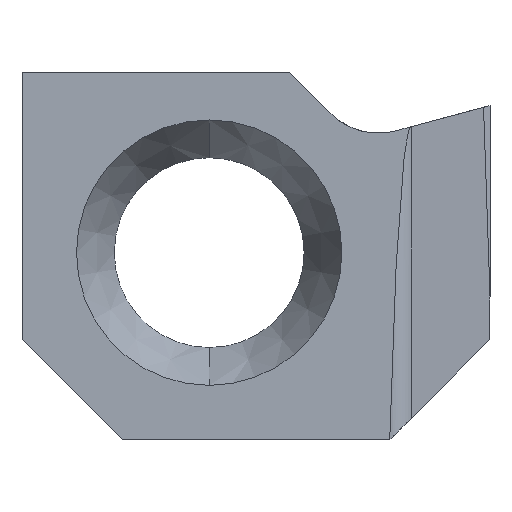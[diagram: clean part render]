
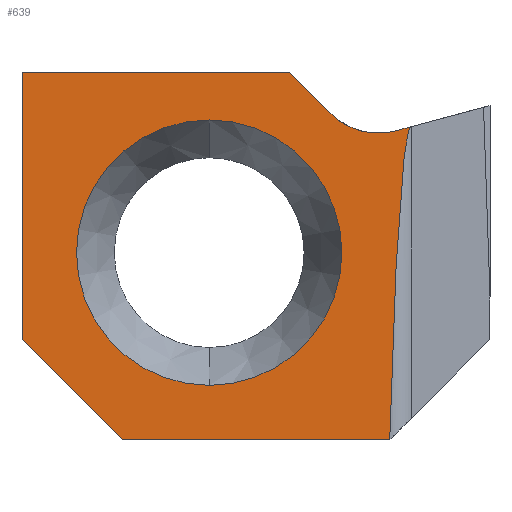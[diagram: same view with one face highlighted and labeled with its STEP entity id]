
A CAD part, left-side view. The second image highlights one B-rep face of the part: STEP entity #639.
In plain terms, the highlighted planar face has unit normal (-1, 0, 0).
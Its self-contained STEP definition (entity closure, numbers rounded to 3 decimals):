
#24=DIRECTION('',(0.,0.707,0.707));
#25=VECTOR('',#24,2.121);
#26=CARTESIAN_POINT('',(0.,1.3,-2.8));
#27=LINE('',#26,#25);
#32=DIRECTION('',(0.,-0.707,-0.707));
#33=VECTOR('',#32,0.877);
#34=CARTESIAN_POINT('',(0.,-1.2,2.7));
#35=LINE('',#34,#33);
#39=CARTESIAN_POINT('',(0.,-2.527,2.787));
#40=DIRECTION('',(-1.,0.,0.));
#41=DIRECTION('',(0.,0.707,-0.707));
#42=AXIS2_PLACEMENT_3D('',#39,#40,#41);
#47=DIRECTION('',(0.,-0.966,0.259));
#48=VECTOR('',#47,0.247);
#49=CARTESIAN_POINT('',(0.,-2.786,1.821));
#50=LINE('',#49,#48);
#54=CARTESIAN_POINT('',(0.,0.,0.));
#55=DIRECTION('',(-1.,0.,0.));
#56=DIRECTION('',(0.,0.,-1.));
#57=AXIS2_PLACEMENT_3D('',#54,#55,#56);
#62=CARTESIAN_POINT('',(0.,0.,0.));
#63=DIRECTION('',(-1.,0.,0.));
#64=DIRECTION('',(0.,0.,1.));
#65=AXIS2_PLACEMENT_3D('',#62,#63,#64);
#70=CARTESIAN_POINT('',(0.,-2.7,-2.8));
#71=CARTESIAN_POINT('',(0.,-2.705,-2.598));
#72=CARTESIAN_POINT('',(0.,-2.717,-2.196));
#73=CARTESIAN_POINT('',(0.,-2.737,-1.594));
#74=CARTESIAN_POINT('',(0.,-2.759,-0.994));
#75=CARTESIAN_POINT('',(0.,-2.781,-0.496));
#76=CARTESIAN_POINT('',(0.,-2.801,-0.1));
#77=CARTESIAN_POINT('',(0.,-2.817,0.196));
#78=CARTESIAN_POINT('',(0.,-2.835,0.49));
#79=CARTESIAN_POINT('',(0.,-2.852,0.734));
#80=CARTESIAN_POINT('',(0.,-2.867,0.928));
#81=CARTESIAN_POINT('',(0.,-2.879,1.073));
#82=CARTESIAN_POINT('',(0.,-2.893,1.217));
#83=CARTESIAN_POINT('',(0.,-2.907,1.36));
#84=CARTESIAN_POINT('',(0.,-2.922,1.477));
#85=CARTESIAN_POINT('',(0.,-2.934,1.57));
#86=CARTESIAN_POINT('',(0.,-2.945,1.639));
#87=CARTESIAN_POINT('',(0.,-2.957,1.706));
#88=CARTESIAN_POINT('',(0.,-2.969,1.762));
#89=CARTESIAN_POINT('',(0.,-2.98,1.804));
#90=CARTESIAN_POINT('',(0.,-2.99,1.835));
#91=CARTESIAN_POINT('',(0.,-3.,1.859));
#92=CARTESIAN_POINT('',(0.,-3.011,1.876));
#93=CARTESIAN_POINT('',(0.,-3.018,1.883));
#94=CARTESIAN_POINT('',(0.,-3.025,1.885));
#189=DIRECTION('',(0.,-1.,0.));
#190=VECTOR('',#189,4.);
#191=CARTESIAN_POINT('',(0.,1.3,-2.8));
#192=LINE('',#191,#190);
#305=DIRECTION('',(0.,1.,0.));
#306=VECTOR('',#305,4.);
#307=CARTESIAN_POINT('',(0.,-1.2,2.7));
#308=LINE('',#307,#306);
#326=DIRECTION('',(0.,0.,-1.));
#327=VECTOR('',#326,4.);
#328=CARTESIAN_POINT('',(0.,2.8,2.7));
#329=LINE('',#328,#327);
#532=VERTEX_POINT('',#70);
#533=VERTEX_POINT('',#94);
#534=CARTESIAN_POINT('',(0.,1.3,-2.8));
#535=VERTEX_POINT('',#534);
#536=CARTESIAN_POINT('',(0.,2.8,-1.3));
#537=VERTEX_POINT('',#536);
#538=CARTESIAN_POINT('',(0.,2.8,2.7));
#539=VERTEX_POINT('',#538);
#540=CARTESIAN_POINT('',(0.,-1.2,2.7));
#541=VERTEX_POINT('',#540);
#542=CARTESIAN_POINT('',(0.,-1.82,2.08));
#543=VERTEX_POINT('',#542);
#544=CARTESIAN_POINT('',(0.,-2.786,1.821));
#545=VERTEX_POINT('',#544);
#546=CARTESIAN_POINT('',(0.,0.,-1.985));
#547=CARTESIAN_POINT('',(0.,0.,1.985));
#548=VERTEX_POINT('',#546);
#549=VERTEX_POINT('',#547);
#610=CARTESIAN_POINT('',(0.,0.,0.));
#611=DIRECTION('',(-1.,0.,0.));
#612=DIRECTION('',(0.,-1.,0.));
#613=AXIS2_PLACEMENT_3D('',#610,#611,#612);
#614=PLANE('',#613);
#616=ORIENTED_EDGE('',*,*,#615,.F.);
#618=ORIENTED_EDGE('',*,*,#617,.F.);
#620=ORIENTED_EDGE('',*,*,#619,.T.);
#622=ORIENTED_EDGE('',*,*,#621,.F.);
#624=ORIENTED_EDGE('',*,*,#623,.F.);
#626=ORIENTED_EDGE('',*,*,#625,.T.);
#628=ORIENTED_EDGE('',*,*,#627,.T.);
#630=ORIENTED_EDGE('',*,*,#629,.T.);
#631=EDGE_LOOP('',(#616,#618,#620,#622,#624,#626,#628,#630));
#632=FACE_OUTER_BOUND('',#631,.F.);
#634=ORIENTED_EDGE('',*,*,#633,.T.);
#636=ORIENTED_EDGE('',*,*,#635,.T.);
#637=EDGE_LOOP('',(#634,#636));
#638=FACE_BOUND('',#637,.F.);
#43=CIRCLE('',#42,1.);
#58=CIRCLE('',#57,1.985);
#66=CIRCLE('',#65,1.985);
#95=B_SPLINE_CURVE_WITH_KNOTS('',3,(#70,#71,#72,#73,#74,#75,#76,#77,#78,#79,#80,
#81,#82,#83,#84,#85,#86,#87,#88,#89,#90,#91,#92,#93,#94),.UNSPECIFIED.,.F.,.F.,(
4,1,1,1,1,1,1,1,1,1,1,1,1,1,1,1,1,1,1,1,1,1,4),(0.,0.125,0.25,0.375,
0.5,0.563,0.625,0.688,0.75,0.781,0.813,0.844,0.875,
0.906,0.922,0.938,0.953,0.969,0.977,0.984,
0.992,0.996,1.),.UNSPECIFIED.);
#615=EDGE_CURVE('',#532,#533,#95,.T.);
#617=EDGE_CURVE('',#535,#532,#192,.T.);
#619=EDGE_CURVE('',#535,#537,#27,.T.);
#621=EDGE_CURVE('',#539,#537,#329,.T.);
#623=EDGE_CURVE('',#541,#539,#308,.T.);
#625=EDGE_CURVE('',#541,#543,#35,.T.);
#627=EDGE_CURVE('',#543,#545,#43,.T.);
#629=EDGE_CURVE('',#545,#533,#50,.T.);
#633=EDGE_CURVE('',#548,#549,#58,.T.);
#635=EDGE_CURVE('',#549,#548,#66,.T.);
#639=ADVANCED_FACE('',(#632,#638),#614,.T.);
